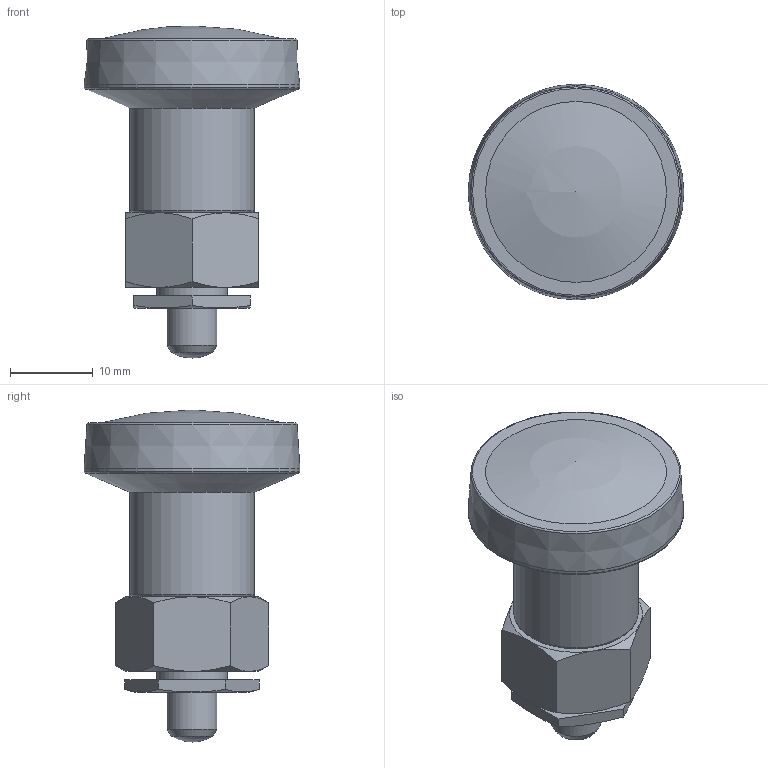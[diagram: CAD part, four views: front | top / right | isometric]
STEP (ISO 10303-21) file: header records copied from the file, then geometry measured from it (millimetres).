
FILE_DESCRIPTION( ( 'Unknown' ), '1' );
FILE_NAME( '6394650_PPDA_6x8.5.stp', 'Unknown', ( 'Unknown' ), ( 'Unknown' ), 'PSStep 14.0', 'Unknown', ' ' );
FILE_SCHEMA( ( 'AUTOMOTIVE_DESIGN { 1 0 10303 214 1 1 1 1 }' ) );
Length unit declared in the file: millimetre
Products named in the file (1): 1833352
Bounding box: 26 x 26 x 40 mm (x, y, z)
Volume: 8402.4 mm3; surface area: 4860.4 mm2
Topology: 1 solids, 8 shells, 96 faces, 234 edges, 152 vertices
Faces by surface type: plane 38, cone 34, cylinder 19, torus 3, sphere 2
Full cylindrical faces by diameter (mm): 3.8 x4, 4 x2, 6 x2, 6.1 x1, 8.5 x1, 8.917 x1, 9.7 x1, 10 x1, 15 x1, 26 x1
Entity records: 3352 total; most frequent: CARTESIAN_POINT 639, DIRECTION 396, ORIENTED_EDGE 340, AXIS2_PLACEMENT_3D 175, EDGE_CURVE 170, EDGE_LOOP 148, VERTEX_POINT 126, FACE_OUTER_BOUND 114
